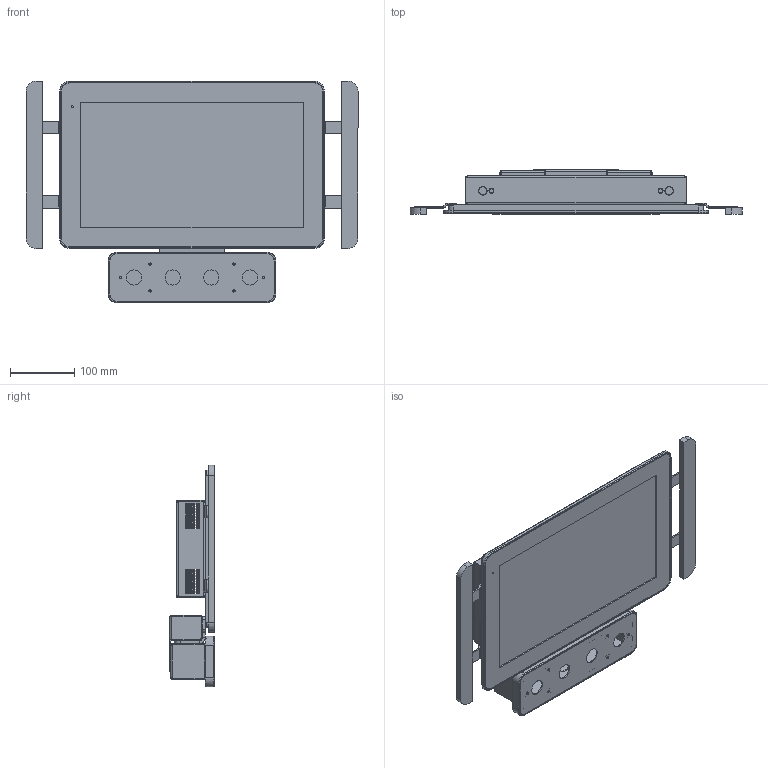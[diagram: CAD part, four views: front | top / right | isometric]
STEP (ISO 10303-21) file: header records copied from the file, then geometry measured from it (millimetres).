
FILE_DESCRIPTION (( 'STEP AP203' ), '1' );
FILE_NAME ('506-02032.STEP', '2025-02-18T17:11:46', ( 'Proprietaire' ), ( '' ), 'SwSTEP 2.0', 'SolidWorks 2022', '' );
FILE_SCHEMA (( 'CONFIG_CONTROL_DESIGN' ));
Length unit declared in the file: millimetre
Products named in the file (1): 506-02032
Bounding box: 515.15 x 69.51 x 344.35 mm (x, y, z)
Volume: 918185.1 mm3; surface area: 764169.7 mm2
Topology: 4 solids, 4 shells, 1508 faces, 4067 edges, 2614 vertices
Faces by surface type: plane 783, cylinder 606, cone 91, bspline 28
Full cylindrical faces by diameter (mm): 2.705 x32, 3 x1, 3.175 x8, 3.4 x6, 3.5 x6, 3.6 x4, 3.658 x2, 3.797 x34, 4.216 x2, 4.305 x6, 4.763 x14, 5.4 x4, 6.6 x2, 11.989 x1, 23.5 x4
Entity records: 47600 total; most frequent: CARTESIAN_POINT 9322, DIRECTION 7946, ORIENTED_EDGE 7562, EDGE_CURVE 3781, AXIS2_PLACEMENT_3D 2746, VERTEX_POINT 2533, LINE 2454, VECTOR 2454
